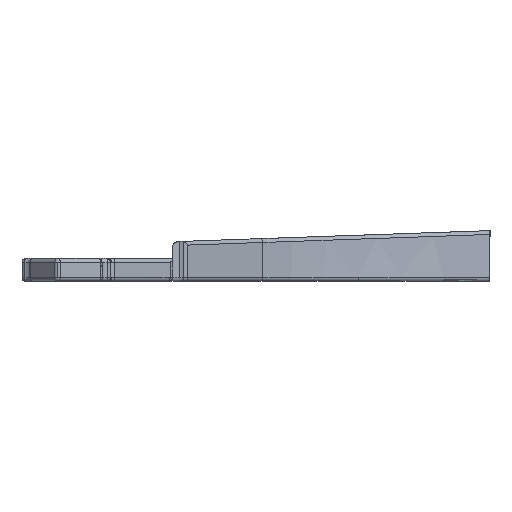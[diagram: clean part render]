
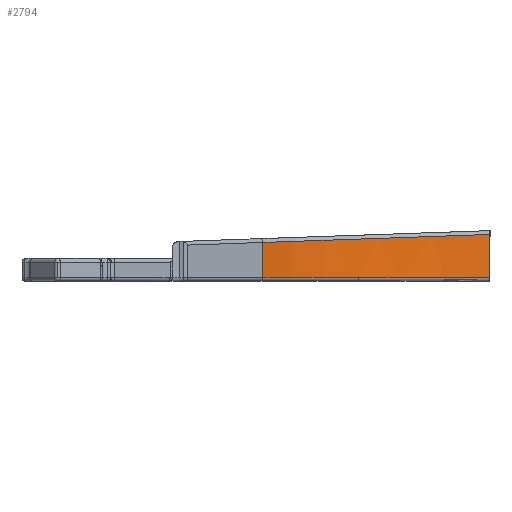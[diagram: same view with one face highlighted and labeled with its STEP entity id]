
A CAD part, left-side view. The second image highlights one B-rep face of the part: STEP entity #2794.
In plain terms, the highlighted cylindrical face has radius 18.258 mm (diameter 36.517 mm), a partial arc.
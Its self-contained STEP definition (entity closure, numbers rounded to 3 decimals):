
#103 = VERTEX_POINT ( 'NONE', #3401 ) ;
#147 = ORIENTED_EDGE ( 'NONE', *, *, #686, .T. ) ;
#347 = CARTESIAN_POINT ( 'NONE',  ( -5.26, -39.829, 2.746 ) ) ;
#383 = DIRECTION ( 'NONE',  ( -1., 0., 0. ) ) ;
#400 = DIRECTION ( 'NONE',  ( 0., 0., -1. ) ) ;
#686 = EDGE_CURVE ( 'NONE', #4039, #103, #4594, .T. ) ;
#694 = CARTESIAN_POINT ( 'NONE',  ( -8.961, -36.823, 0.8 ) ) ;
#803 = DIRECTION ( 'NONE',  ( 0., 0., 1. ) ) ;
#817 = AXIS2_PLACEMENT_3D ( 'NONE', #3805, #803, #2209 ) ;
#857 = ORIENTED_EDGE ( 'NONE', *, *, #2081, .T. ) ;
#874 = CARTESIAN_POINT ( 'NONE',  ( -8.961, -36.823, 0. ) ) ;
#972 = CARTESIAN_POINT ( 'NONE',  ( -2.354, -48.728, 0.8 ) ) ;
#999 = CIRCLE ( 'NONE', #3852, 18.258 ) ;
#1021 = VECTOR ( 'NONE', #1444, 1000. ) ;
#1137 = VERTEX_POINT ( 'NONE', #694 ) ;
#1179 = VECTOR ( 'NONE', #4275, 1000. ) ;
#1337 = VERTEX_POINT ( 'NONE', #3521 ) ;
#1379 = ORIENTED_EDGE ( 'NONE', *, *, #2079, .T. ) ;
#1444 = DIRECTION ( 'NONE',  ( 0., 0., 1. ) ) ;
#1548 = AXIS2_PLACEMENT_3D ( 'NONE', #2978, #4121, #4103 ) ;
#1667 = CARTESIAN_POINT ( 'NONE',  ( -20.471, -50.996, 0.8 ) ) ;
#2079 = EDGE_CURVE ( 'NONE', #3557, #4039, #3561, .T. ) ;
#2081 = EDGE_CURVE ( 'NONE', #1137, #3450, #2114, .T. ) ;
#2114 = CIRCLE ( 'NONE', #1548, 18.258 ) ;
#2129 = ORIENTED_EDGE ( 'NONE', *, *, #4730, .T. ) ;
#2205 = CARTESIAN_POINT ( 'NONE',  ( -2.947, -43.997, 2.894 ) ) ;
#2209 = DIRECTION ( 'NONE',  ( 1., 0., 0. ) ) ;
#2443 = EDGE_LOOP ( 'NONE', ( #2129, #1379, #147, #3525, #857, #4244 ) ) ;
#2579 = CARTESIAN_POINT ( 'NONE',  ( -2.354, -48.728, 3.061 ) ) ;
#2590 = CYLINDRICAL_SURFACE ( 'NONE', #817, 18.258 ) ;
#2604 = CARTESIAN_POINT ( 'NONE',  ( -2.354, -48.728, 3.061 ) ) ;
#2778 = CARTESIAN_POINT ( 'NONE',  ( -4.682, -41.828, 0.8 ) ) ;
#2794 = ADVANCED_FACE ( 'NONE', ( #3003 ), #2590, .F. ) ;
#2978 = CARTESIAN_POINT ( 'NONE',  ( -20.471, -50.996, 0.8 ) ) ;
#3003 = FACE_OUTER_BOUND ( 'NONE', #2443, .T. ) ;
#3164 = DIRECTION ( 'NONE',  ( 0., 0., -1. ) ) ;
#3235 = AXIS2_PLACEMENT_3D ( 'NONE', #1667, #3164, #4278 ) ;
#3342 = EDGE_CURVE ( 'NONE', #1137, #103, #4050, .T. ) ;
#3401 = CARTESIAN_POINT ( 'NONE',  ( -8.961, -36.823, 2.64 ) ) ;
#3450 = VERTEX_POINT ( 'NONE', #2778 ) ;
#3521 = CARTESIAN_POINT ( 'NONE',  ( -4.679, -41.833, 0.8 ) ) ;
#3525 = ORIENTED_EDGE ( 'NONE', *, *, #3342, .F. ) ;
#3557 = VERTEX_POINT ( 'NONE', #972 ) ;
#3561 = LINE ( 'NONE', #4791, #1021 ) ;
#3690 = EDGE_CURVE ( 'NONE', #3450, #1337, #999, .T. ) ;
#3765 = CARTESIAN_POINT ( 'NONE',  ( -20.471, -50.996, 0.8 ) ) ;
#3805 = CARTESIAN_POINT ( 'NONE',  ( -20.471, -50.996, 0. ) ) ;
#3852 = AXIS2_PLACEMENT_3D ( 'NONE', #3765, #400, #383 ) ;
#4039 = VERTEX_POINT ( 'NONE', #2579 ) ;
#4050 = LINE ( 'NONE', #874, #1179 ) ;
#4103 = DIRECTION ( 'NONE',  ( -1., 0., 0. ) ) ;
#4121 = DIRECTION ( 'NONE',  ( 0., 0., -1. ) ) ;
#4160 = CARTESIAN_POINT ( 'NONE',  ( -8.961, -36.823, 2.64 ) ) ;
#4244 = ORIENTED_EDGE ( 'NONE', *, *, #3690, .T. ) ;
#4275 = DIRECTION ( 'NONE',  ( 0., 0., 1. ) ) ;
#4278 = DIRECTION ( 'NONE',  ( -1., 0., 0. ) ) ;
#4590 = CIRCLE ( 'NONE', #3235, 18.258 ) ;
#4594 =( BOUNDED_CURVE ( )  B_SPLINE_CURVE ( 3, ( #2604, #2205, #347, #4160 ),
 .UNSPECIFIED., .F., .F. ) 
 B_SPLINE_CURVE_WITH_KNOTS ( ( 4, 4 ),
 ( 1.695, 2.46 ),
 .UNSPECIFIED. ) 
 CURVE ( )  GEOMETRIC_REPRESENTATION_ITEM ( )  RATIONAL_B_SPLINE_CURVE ( ( 1., 0.952, 0.952, 1. ) ) 
 REPRESENTATION_ITEM ( '' )  );
#4730 = EDGE_CURVE ( 'NONE', #1337, #3557, #4590, .T. ) ;
#4791 = CARTESIAN_POINT ( 'NONE',  ( -2.354, -48.728, 0. ) ) ;
